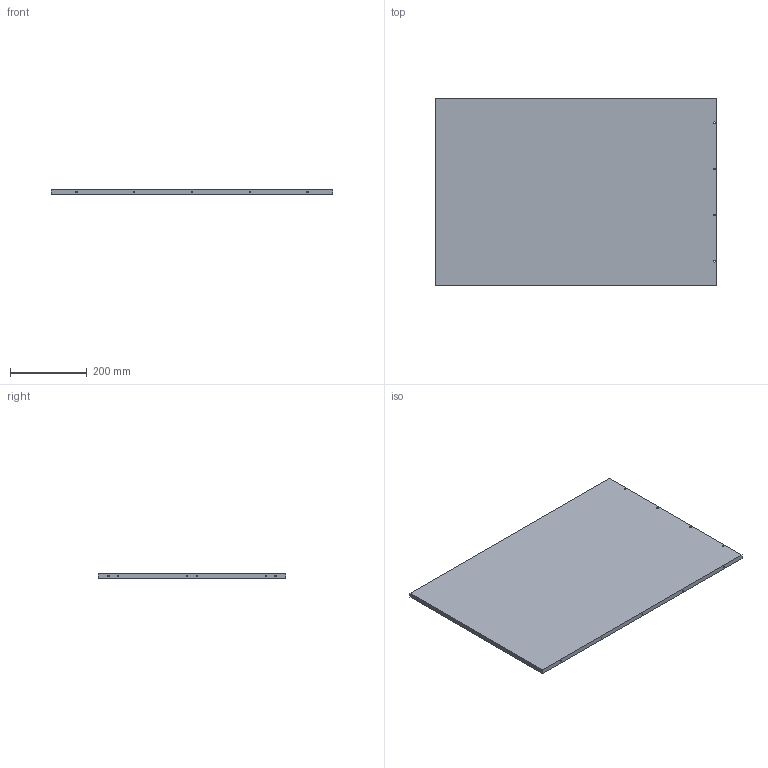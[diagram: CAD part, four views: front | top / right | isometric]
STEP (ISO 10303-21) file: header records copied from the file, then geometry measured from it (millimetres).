
FILE_DESCRIPTION (( 'STEP AP203' ), '1' );
FILE_NAME ('genmitsu-4040-001-004.STEP', '2024-07-19T08:39:10', ( '' ), ( '' ), 'SwSTEP 2.0', 'SolidWorks 2022', '' );
FILE_SCHEMA (( 'CONFIG_CONTROL_DESIGN' ));
Length unit declared in the file: millimetre
Products named in the file (1): genmitsu-4040-001-004
Bounding box: 732 x 488 x 12 mm (x, y, z)
Volume: 4282624.2 mm3; surface area: 747630.7 mm2
Topology: 1 solids, 1 shells, 86 faces, 212 edges, 112 vertices
Faces by surface type: cylinder 40, cone 40, plane 6
Entity records: 2393 total; most frequent: DIRECTION 442, CARTESIAN_POINT 379, ORIENTED_EDGE 360, EDGE_CURVE 180, AXIS2_PLACEMENT_3D 175, VERTEX_POINT 112, EDGE_LOOP 110, LINE 92
